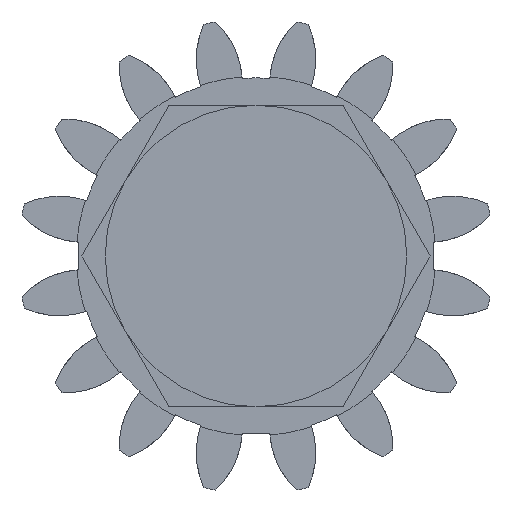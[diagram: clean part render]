
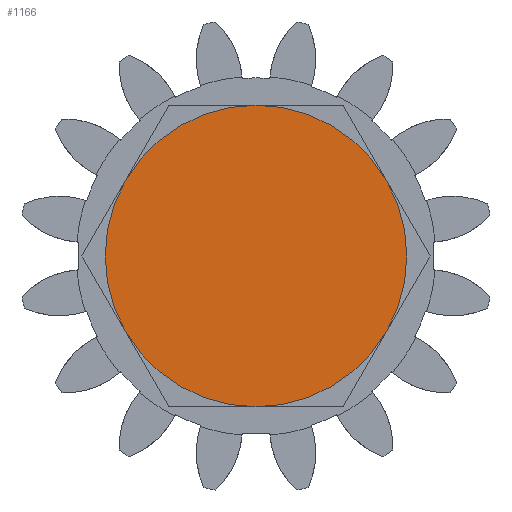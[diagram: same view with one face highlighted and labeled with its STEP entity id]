
A CAD part, front view. The second image highlights one B-rep face of the part: STEP entity #1166.
In plain terms, the highlighted planar face has unit normal (0, -1, 0).
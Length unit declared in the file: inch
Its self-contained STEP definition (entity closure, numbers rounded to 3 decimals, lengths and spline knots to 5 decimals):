
#899 = DIRECTION ( 'NONE',  ( 0., 1., 0. ) ) ;
#1166 = ADVANCED_FACE ( 'NONE', ( #6605 ), #6695, .F. ) ;
#2245 = DIRECTION ( 'NONE',  ( 0., 1., 0. ) ) ;
#2444 = CIRCLE ( 'NONE', #4564, 0.15748 ) ;
#2888 = AXIS2_PLACEMENT_3D ( 'NONE', #3842, #9151, #6103 ) ;
#2902 = CARTESIAN_POINT ( 'NONE',  ( 0., 0., 0. ) ) ;
#2929 = DIRECTION ( 'NONE',  ( 0., 0., 1. ) ) ;
#3345 = EDGE_CURVE ( 'NONE', #9616, #9136, #2444, .T. ) ;
#3355 = ORIENTED_EDGE ( 'NONE', *, *, #8150, .F. ) ;
#3842 = CARTESIAN_POINT ( 'NONE',  ( 0., 0., 0. ) ) ;
#3924 = CARTESIAN_POINT ( 'NONE',  ( 0., 0., 0.15748 ) ) ;
#4564 = AXIS2_PLACEMENT_3D ( 'NONE', #5386, #899, #5483 ) ;
#5386 = CARTESIAN_POINT ( 'NONE',  ( 0., 0., 0. ) ) ;
#5483 = DIRECTION ( 'NONE',  ( 0., 0., -1. ) ) ;
#6103 = DIRECTION ( 'NONE',  ( 0., 0., -1. ) ) ;
#6605 = FACE_OUTER_BOUND ( 'NONE', #7661, .T. ) ;
#6695 = PLANE ( 'NONE',  #8783 ) ;
#7661 = EDGE_LOOP ( 'NONE', ( #3355, #8259 ) ) ;
#8150 = EDGE_CURVE ( 'NONE', #9136, #9616, #8282, .T. ) ;
#8259 = ORIENTED_EDGE ( 'NONE', *, *, #3345, .F. ) ;
#8282 = CIRCLE ( 'NONE', #2888, 0.15748 ) ;
#8494 = CARTESIAN_POINT ( 'NONE',  ( 0., 0., -0.15748 ) ) ;
#8783 = AXIS2_PLACEMENT_3D ( 'NONE', #2902, #2245, #2929 ) ;
#9136 = VERTEX_POINT ( 'NONE', #8494 ) ;
#9151 = DIRECTION ( 'NONE',  ( 0., 1., 0. ) ) ;
#9616 = VERTEX_POINT ( 'NONE', #3924 ) ;
